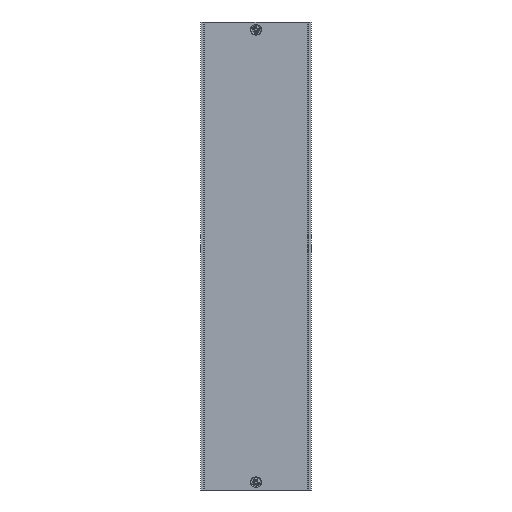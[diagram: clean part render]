
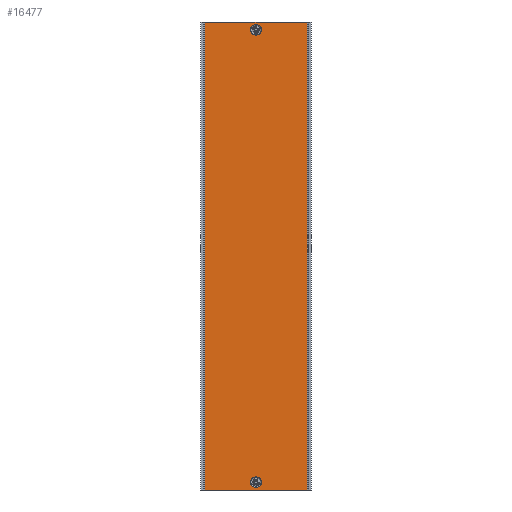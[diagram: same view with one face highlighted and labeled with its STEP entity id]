
A CAD part, front view. The second image highlights one B-rep face of the part: STEP entity #16477.
In plain terms, the highlighted planar face has unit normal (0, -1, 0).
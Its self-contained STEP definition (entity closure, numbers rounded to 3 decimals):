
#4174=DIRECTION('',(0.,0.,-1.));
#4175=VECTOR('',#4174,353.);
#4176=CARTESIAN_POINT('',(-38.6,-2.3,176.5));
#4177=LINE('',#4176,#4175);
#4178=DIRECTION('',(1.,0.,0.));
#4179=VECTOR('',#4178,77.2);
#4180=CARTESIAN_POINT('',(-38.6,-2.3,176.5));
#4181=LINE('',#4180,#4179);
#4182=DIRECTION('',(0.,0.,1.));
#4183=VECTOR('',#4182,353.);
#4184=CARTESIAN_POINT('',(38.6,-2.3,-176.5));
#4185=LINE('',#4184,#4183);
#4186=DIRECTION('',(-1.,0.,0.));
#4187=VECTOR('',#4186,77.2);
#4188=CARTESIAN_POINT('',(38.6,-2.3,-176.5));
#4189=LINE('',#4188,#4187);
#4190=CARTESIAN_POINT('',(0.,-2.3,168.85));
#4191=DIRECTION('',(0.,1.,0.));
#4192=DIRECTION('',(1.,0.,0.));
#4193=AXIS2_PLACEMENT_3D('',#4190,#4191,#4192);
#4195=DIRECTION('',(0.,0.,-1.));
#4196=VECTOR('',#4195,3.5);
#4197=CARTESIAN_POINT('',(1.6,-2.3,172.35));
#4198=LINE('',#4197,#4196);
#4199=CARTESIAN_POINT('',(0.,-2.3,172.35));
#4200=DIRECTION('',(0.,1.,0.));
#4201=DIRECTION('',(-1.,0.,0.));
#4202=AXIS2_PLACEMENT_3D('',#4199,#4200,#4201);
#4204=DIRECTION('',(0.,0.,1.));
#4205=VECTOR('',#4204,3.5);
#4206=CARTESIAN_POINT('',(-1.6,-2.3,168.85));
#4207=LINE('',#4206,#4205);
#4208=CARTESIAN_POINT('',(0.,-2.3,-168.85));
#4209=DIRECTION('',(0.,-1.,0.));
#4210=DIRECTION('',(1.,0.,0.));
#4211=AXIS2_PLACEMENT_3D('',#4208,#4209,#4210);
#4213=DIRECTION('',(0.,0.,-1.));
#4214=VECTOR('',#4213,3.5);
#4215=CARTESIAN_POINT('',(-1.6,-2.3,-168.85));
#4216=LINE('',#4215,#4214);
#4217=CARTESIAN_POINT('',(0.,-2.3,-172.35));
#4218=DIRECTION('',(0.,-1.,0.));
#4219=DIRECTION('',(-1.,0.,0.));
#4220=AXIS2_PLACEMENT_3D('',#4217,#4218,#4219);
#4222=DIRECTION('',(0.,0.,1.));
#4223=VECTOR('',#4222,3.5);
#4224=CARTESIAN_POINT('',(1.6,-2.3,-172.35));
#4225=LINE('',#4224,#4223);
#10593=CARTESIAN_POINT('',(38.6,-2.3,-176.5));
#10594=CARTESIAN_POINT('',(38.6,-2.3,176.5));
#10595=VERTEX_POINT('',#10593);
#10596=VERTEX_POINT('',#10594);
#10613=CARTESIAN_POINT('',(-38.6,-2.3,176.5));
#10614=CARTESIAN_POINT('',(-38.6,-2.3,-176.5));
#10615=VERTEX_POINT('',#10613);
#10616=VERTEX_POINT('',#10614);
#10757=CARTESIAN_POINT('',(1.6,-2.3,168.85));
#10758=CARTESIAN_POINT('',(-1.6,-2.3,168.85));
#10759=VERTEX_POINT('',#10757);
#10760=VERTEX_POINT('',#10758);
#10761=CARTESIAN_POINT('',(-1.6,-2.3,172.35));
#10762=VERTEX_POINT('',#10761);
#10763=CARTESIAN_POINT('',(1.6,-2.3,172.35));
#10764=VERTEX_POINT('',#10763);
#10765=CARTESIAN_POINT('',(1.6,-2.3,-168.85));
#10766=CARTESIAN_POINT('',(-1.6,-2.3,-168.85));
#10767=VERTEX_POINT('',#10765);
#10768=VERTEX_POINT('',#10766);
#10769=CARTESIAN_POINT('',(-1.6,-2.3,-172.35));
#10770=VERTEX_POINT('',#10769);
#10771=CARTESIAN_POINT('',(1.6,-2.3,-172.35));
#10772=VERTEX_POINT('',#10771);
#16444=CARTESIAN_POINT('',(0.,-2.3,-176.5));
#16445=DIRECTION('',(0.,-1.,0.));
#16446=DIRECTION('',(1.,0.,0.));
#16447=AXIS2_PLACEMENT_3D('',#16444,#16445,#16446);
#16448=PLANE('',#16447);
#16450=ORIENTED_EDGE('',*,*,#16449,.F.);
#16452=ORIENTED_EDGE('',*,*,#16451,.T.);
#16453=ORIENTED_EDGE('',*,*,#16435,.F.);
#16454=ORIENTED_EDGE('',*,*,#16360,.T.);
#16455=EDGE_LOOP('',(#16450,#16452,#16453,#16454));
#16456=FACE_OUTER_BOUND('',#16455,.F.);
#16458=ORIENTED_EDGE('',*,*,#16457,.F.);
#16460=ORIENTED_EDGE('',*,*,#16459,.F.);
#16462=ORIENTED_EDGE('',*,*,#16461,.F.);
#16464=ORIENTED_EDGE('',*,*,#16463,.F.);
#16465=EDGE_LOOP('',(#16458,#16460,#16462,#16464));
#16466=FACE_BOUND('',#16465,.F.);
#16468=ORIENTED_EDGE('',*,*,#16467,.T.);
#16470=ORIENTED_EDGE('',*,*,#16469,.T.);
#16472=ORIENTED_EDGE('',*,*,#16471,.T.);
#16474=ORIENTED_EDGE('',*,*,#16473,.T.);
#16475=EDGE_LOOP('',(#16468,#16470,#16472,#16474));
#16476=FACE_BOUND('',#16475,.F.);
#16477=ADVANCED_FACE('',(#16456,#16466,#16476),#16448,.T.);
#4194=CIRCLE('',#4193,1.6);
#4203=CIRCLE('',#4202,1.6);
#4212=CIRCLE('',#4211,1.6);
#4221=CIRCLE('',#4220,1.6);
#16360=EDGE_CURVE('',#10595,#10616,#4189,.T.);
#16435=EDGE_CURVE('',#10595,#10596,#4185,.T.);
#16449=EDGE_CURVE('',#10615,#10616,#4177,.T.);
#16451=EDGE_CURVE('',#10615,#10596,#4181,.T.);
#16457=EDGE_CURVE('',#10759,#10760,#4194,.T.);
#16459=EDGE_CURVE('',#10764,#10759,#4198,.T.);
#16461=EDGE_CURVE('',#10762,#10764,#4203,.T.);
#16463=EDGE_CURVE('',#10760,#10762,#4207,.T.);
#16467=EDGE_CURVE('',#10767,#10768,#4212,.T.);
#16469=EDGE_CURVE('',#10768,#10770,#4216,.T.);
#16471=EDGE_CURVE('',#10770,#10772,#4221,.T.);
#16473=EDGE_CURVE('',#10772,#10767,#4225,.T.);
